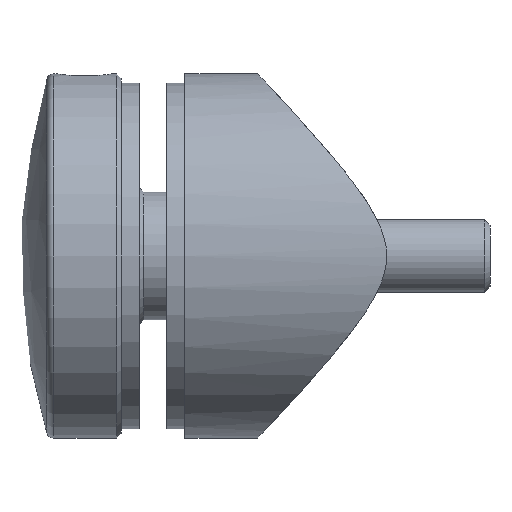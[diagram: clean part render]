
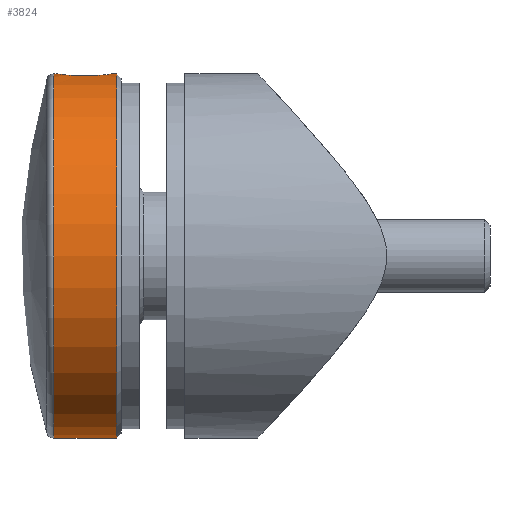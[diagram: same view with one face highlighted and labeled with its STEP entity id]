
A CAD part, left-side view. The second image highlights one B-rep face of the part: STEP entity #3824.
In plain terms, the highlighted cylindrical face has radius 20 mm (diameter 40 mm), a full revolution.
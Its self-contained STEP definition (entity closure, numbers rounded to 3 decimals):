
#26 = CARTESIAN_POINT ( 'NONE',  ( -1.329, 1.298, 19.957 ) ) ;
#69 = CARTESIAN_POINT ( 'NONE',  ( -2.903, 3.214, 19.788 ) ) ;
#124 = CARTESIAN_POINT ( 'NONE',  ( -2.981, 4.385, 19.777 ) ) ;
#182 = CARTESIAN_POINT ( 'NONE',  ( -2.261, 5.976, 19.872 ) ) ;
#248 = DIRECTION ( 'NONE',  ( 0., -1., 0. ) ) ;
#461 = DIRECTION ( 'NONE',  ( -1., 0., 0. ) ) ;
#1065 = ORIENTED_EDGE ( 'NONE', *, *, #5394, .T. ) ;
#1184 = CARTESIAN_POINT ( 'NONE',  ( 2.904, 3.218, 19.788 ) ) ;
#1233 = CARTESIAN_POINT ( 'NONE',  ( -2.696, 2.664, 19.818 ) ) ;
#1336 = CARTESIAN_POINT ( 'NONE',  ( -2.385, 5.825, 19.858 ) ) ;
#1384 = CARTESIAN_POINT ( 'NONE',  ( 2.696, 2.664, 19.818 ) ) ;
#1551 = CARTESIAN_POINT ( 'NONE',  ( 3., 3.995, 19.774 ) ) ;
#1622 = EDGE_CURVE ( 'NONE', #2959, #2959, #13878, .T. ) ;
#2050 = VERTEX_POINT ( 'NONE', #13696 ) ;
#2387 = CARTESIAN_POINT ( 'NONE',  ( -1.504, 1.392, 19.944 ) ) ;
#2440 = CARTESIAN_POINT ( 'NONE',  ( 2.382, 5.829, 19.858 ) ) ;
#2482 = CARTESIAN_POINT ( 'NONE',  ( 1.827, 6.382, 19.917 ) ) ;
#2526 = CARTESIAN_POINT ( 'NONE',  ( 2.98, 3.601, 19.777 ) ) ;
#2586 = CARTESIAN_POINT ( 'NONE',  ( -0.396, 6.975, 19.997 ) ) ;
#2593 = CIRCLE ( 'NONE', #9681, 20. ) ;
#2791 = CARTESIAN_POINT ( 'NONE',  ( 2.695, 5.327, 19.818 ) ) ;
#2863 = DIRECTION ( 'NONE',  ( 1., 0., 0. ) ) ;
#2905 = CARTESIAN_POINT ( 'NONE',  ( 3., 3.995, 19.774 ) ) ;
#2959 = VERTEX_POINT ( 'NONE', #2905 ) ;
#3557 = EDGE_LOOP ( 'NONE', ( #7334 ) ) ;
#3574 = CARTESIAN_POINT ( 'NONE',  ( 1.329, 6.692, 19.957 ) ) ;
#3614 = CARTESIAN_POINT ( 'NONE',  ( -2.98, 3.599, 19.777 ) ) ;
#3665 = CARTESIAN_POINT ( 'NONE',  ( 0.78, 1.091, 19.986 ) ) ;
#3720 = CARTESIAN_POINT ( 'NONE',  ( 1.504, 1.392, 19.944 ) ) ;
#3767 = CARTESIAN_POINT ( 'NONE',  ( 0.391, 6.976, 19.997 ) ) ;
#3824 = ADVANCED_FACE ( 'NONE', ( #13997, #7730, #13234 ), #4234, .T. ) ;
#4009 = CARTESIAN_POINT ( 'NONE',  ( 2.602, 5.501, 19.83 ) ) ;
#4234 = CYLINDRICAL_SURFACE ( 'NONE', #13819, 20. ) ;
#4716 = CARTESIAN_POINT ( 'NONE',  ( -0.965, 1.148, 19.978 ) ) ;
#4773 = CARTESIAN_POINT ( 'NONE',  ( 1.33, 1.299, 19.957 ) ) ;
#4782 = DIRECTION ( 'NONE',  ( 0., -1., 0. ) ) ;
#4816 = CARTESIAN_POINT ( 'NONE',  ( -1.981, 1.733, 19.902 ) ) ;
#4858 = CARTESIAN_POINT ( 'NONE',  ( -2.904, 4.772, 19.788 ) ) ;
#4881 = CARTESIAN_POINT ( 'NONE',  ( 0., 0., 0. ) ) ;
#4910 = CARTESIAN_POINT ( 'NONE',  ( 0.196, 6.995, 20. ) ) ;
#4968 = CARTESIAN_POINT ( 'NONE',  ( 3., 4.193, 19.774 ) ) ;
#5139 = VERTEX_POINT ( 'NONE', #14822 ) ;
#5219 = DIRECTION ( 'NONE',  ( 0., 1., 0. ) ) ;
#5394 = EDGE_CURVE ( 'NONE', #5139, #5139, #2593, .T. ) ;
#5911 = CARTESIAN_POINT ( 'NONE',  ( -1.831, 6.379, 19.917 ) ) ;
#5967 = DIRECTION ( 'NONE',  ( 1., 0., 0. ) ) ;
#6005 = CARTESIAN_POINT ( 'NONE',  ( -0.393, 1.014, 19.997 ) ) ;
#6112 = CARTESIAN_POINT ( 'NONE',  ( 0.969, 1.149, 19.977 ) ) ;
#7103 = CARTESIAN_POINT ( 'NONE',  ( 3., 3.797, 19.774 ) ) ;
#7153 = CARTESIAN_POINT ( 'NONE',  ( -1.985, 6.253, 19.902 ) ) ;
#7201 = CARTESIAN_POINT ( 'NONE',  ( -2.847, 4.962, 19.797 ) ) ;
#7248 = CARTESIAN_POINT ( 'NONE',  ( -2.604, 5.498, 19.83 ) ) ;
#7334 = ORIENTED_EDGE ( 'NONE', *, *, #1622, .T. ) ;
#7730 = FACE_OUTER_BOUND ( 'NONE', #11520, .T. ) ;
#8058 = AXIS2_PLACEMENT_3D ( 'NONE', #9855, #5219, #461 ) ;
#8243 = CARTESIAN_POINT ( 'NONE',  ( 1.983, 1.735, 19.902 ) ) ;
#8296 = CARTESIAN_POINT ( 'NONE',  ( 2.386, 2.166, 19.857 ) ) ;
#8336 = CARTESIAN_POINT ( 'NONE',  ( 1.501, 6.6, 19.944 ) ) ;
#8377 = CARTESIAN_POINT ( 'NONE',  ( -2.602, 2.488, 19.83 ) ) ;
#8434 = CARTESIAN_POINT ( 'NONE',  ( -0.778, 1.091, 19.986 ) ) ;
#8489 = CARTESIAN_POINT ( 'NONE',  ( 2.903, 4.777, 19.788 ) ) ;
#8591 = CARTESIAN_POINT ( 'NONE',  ( 2.845, 4.967, 19.797 ) ) ;
#9433 = CARTESIAN_POINT ( 'NONE',  ( -3., 3.798, 19.774 ) ) ;
#9479 = CARTESIAN_POINT ( 'NONE',  ( 2.258, 5.98, 19.873 ) ) ;
#9517 = CARTESIAN_POINT ( 'NONE',  ( -2.384, 2.164, 19.858 ) ) ;
#9568 = CARTESIAN_POINT ( 'NONE',  ( -1.334, 6.689, 19.956 ) ) ;
#9614 = CARTESIAN_POINT ( 'NONE',  ( -2.846, 3.027, 19.797 ) ) ;
#9681 = AXIS2_PLACEMENT_3D ( 'NONE', #11828, #4782, #5967 ) ;
#9855 = CARTESIAN_POINT ( 'NONE',  ( 0., 0.5, 0. ) ) ;
#10031 = EDGE_CURVE ( 'NONE', #2050, #2050, #10833, .T. ) ;
#10597 = CARTESIAN_POINT ( 'NONE',  ( -0.97, 6.841, 19.977 ) ) ;
#10645 = CARTESIAN_POINT ( 'NONE',  ( 0.198, 0.995, 20. ) ) ;
#10695 = CARTESIAN_POINT ( 'NONE',  ( -0.194, 0.995, 20. ) ) ;
#10735 = CARTESIAN_POINT ( 'NONE',  ( 2.259, 2.012, 19.872 ) ) ;
#10781 = CARTESIAN_POINT ( 'NONE',  ( -0.201, 6.995, 20. ) ) ;
#10833 = CIRCLE ( 'NONE', #8058, 20. ) ;
#11250 = ORIENTED_EDGE ( 'NONE', *, *, #10031, .T. ) ;
#11520 = EDGE_LOOP ( 'NONE', ( #1065 ) ) ;
#11776 = CARTESIAN_POINT ( 'NONE',  ( -2.697, 5.323, 19.817 ) ) ;
#11818 = CARTESIAN_POINT ( 'NONE',  ( -1.506, 6.597, 19.944 ) ) ;
#11828 = CARTESIAN_POINT ( 'NONE',  ( 0., 7.406, 0. ) ) ;
#11864 = CARTESIAN_POINT ( 'NONE',  ( 3., 3.995, 19.774 ) ) ;
#11913 = CARTESIAN_POINT ( 'NONE',  ( -2.26, 2.013, 19.872 ) ) ;
#12355 = EDGE_LOOP ( 'NONE', ( #11250 ) ) ;
#12963 = CARTESIAN_POINT ( 'NONE',  ( -3., 4.19, 19.774 ) ) ;
#13006 = CARTESIAN_POINT ( 'NONE',  ( -0.78, 6.898, 19.986 ) ) ;
#13061 = CARTESIAN_POINT ( 'NONE',  ( 1.832, 1.611, 19.917 ) ) ;
#13158 = CARTESIAN_POINT ( 'NONE',  ( 0.775, 6.9, 19.986 ) ) ;
#13234 = FACE_OUTER_BOUND ( 'NONE', #12355, .T. ) ;
#13301 = CARTESIAN_POINT ( 'NONE',  ( 2.98, 4.39, 19.777 ) ) ;
#13696 = CARTESIAN_POINT ( 'NONE',  ( -20., 0.5, 0. ) ) ;
#13819 = AXIS2_PLACEMENT_3D ( 'NONE', #4881, #248, #2863 ) ;
#13878 = B_SPLINE_CURVE_WITH_KNOTS ( 'NONE', 3,
 ( #11864, #7103, #2526, #1184, #14352, #1384, #14250, #8296, #10735, #8243, #13061, #3720, #4773, #6112, #3665, #14207, #10645, #10695, #6005, #8434, #4716, #26, #2387, #14294, #4816, #11913, #9517, #8377, #1233, #9614, #69, #3614, #9433, #12963, #124, #4858, #7201, #11776, #7248, #1336, #182, #7153, #5911, #11818, #9568, #10597, #13006, #2586, #10781, #4910, #3767, #13158, #15281, #3574, #8336, #2482, #14155, #9479, #2440, #4009, #2791, #8591, #8489, #13301, #4968, #1551 ),
 .UNSPECIFIED., .T., .F.,
 ( 4, 2, 2, 2, 2, 2, 2, 2, 2, 2, 2, 2, 2, 2, 2, 2, 2, 2, 2, 2, 2, 2, 2, 2, 2, 2, 2, 2, 2, 2, 2, 2, 4 ),
 ( 0., 0.001, 0.001, 0.002, 0.002, 0.003, 0.004, 0.004, 0.005, 0.005, 0.006, 0.006, 0.007, 0.008, 0.008, 0.009, 0.009, 0.01, 0.011, 0.011, 0.012, 0.012, 0.013, 0.014, 0.014, 0.015, 0.015, 0.016, 0.016, 0.017, 0.018, 0.018, 0.019 ),
 .UNSPECIFIED. ) ;
#13997 = FACE_BOUND ( 'NONE', #3557, .T. ) ;
#14155 = CARTESIAN_POINT ( 'NONE',  ( 1.981, 6.256, 19.902 ) ) ;
#14207 = CARTESIAN_POINT ( 'NONE',  ( 0.392, 1.014, 19.997 ) ) ;
#14250 = CARTESIAN_POINT ( 'NONE',  ( 2.603, 2.492, 19.83 ) ) ;
#14294 = CARTESIAN_POINT ( 'NONE',  ( -1.829, 1.609, 19.917 ) ) ;
#14352 = CARTESIAN_POINT ( 'NONE',  ( 2.846, 3.027, 19.797 ) ) ;
#14822 = CARTESIAN_POINT ( 'NONE',  ( 20., 7.406, 0. ) ) ;
#15281 = CARTESIAN_POINT ( 'NONE',  ( 0.966, 6.842, 19.977 ) ) ;
